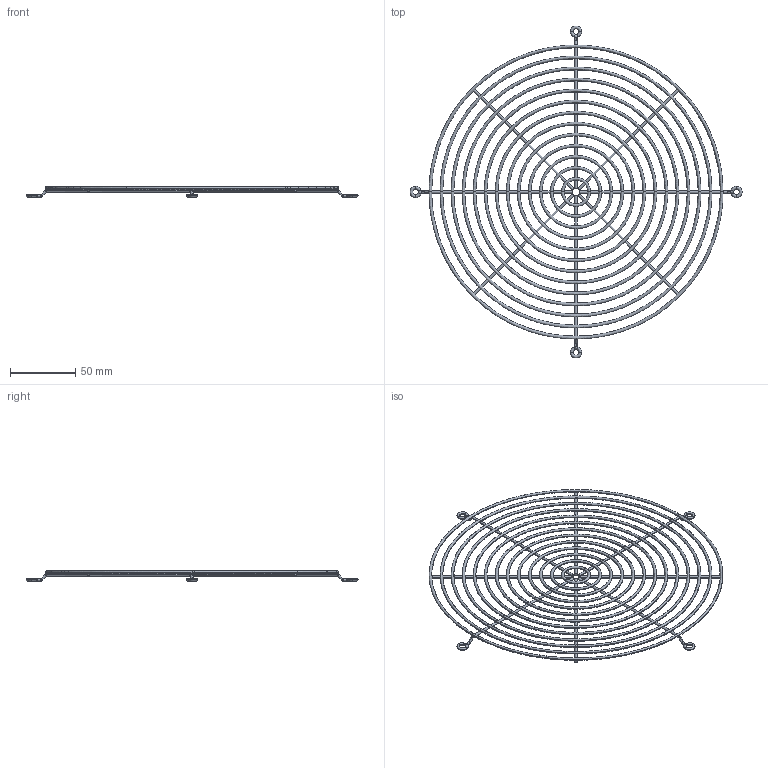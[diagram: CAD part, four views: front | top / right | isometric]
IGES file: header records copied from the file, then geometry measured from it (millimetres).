
Global section: file name: PY220-13.mc9; native system: MASTERCAM; preprocessor: 1; date: 200614.182757; units: millimetre
Bounding box: 254.47 x 254.47 x 7.8 mm (x, y, z)
Surface area: 37524.8 mm2 (no closed solid volume)
Topology: 0 solids, 0 shells, 148 faces, 1072 edges, 1072 vertices
Faces by surface type: bspline 148
